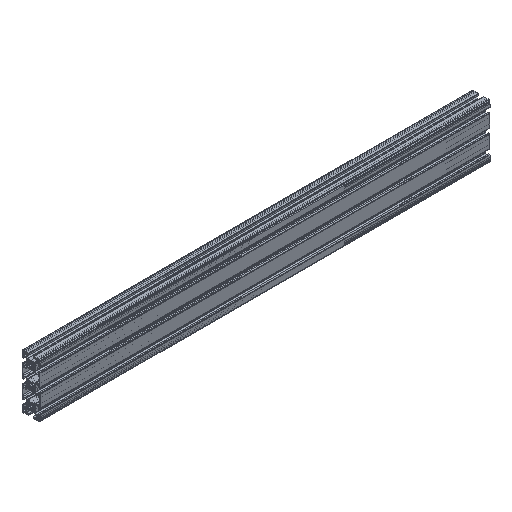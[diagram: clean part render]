
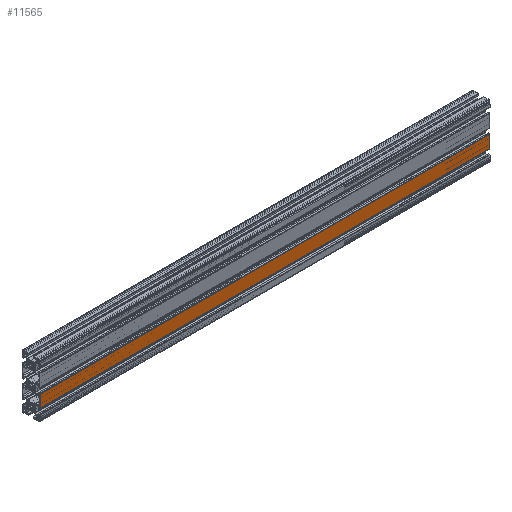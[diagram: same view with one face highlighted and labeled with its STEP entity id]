
A CAD part, isometric view. The second image highlights one B-rep face of the part: STEP entity #11565.
In plain terms, the highlighted planar face has unit normal (0, -1, 0).
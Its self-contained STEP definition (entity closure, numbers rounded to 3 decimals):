
#1272 = LINE ( 'NONE', #4809, #8760 ) ;
#1325 = ORIENTED_EDGE ( 'NONE', *, *, #9701, .F. ) ;
#1428 = DIRECTION ( 'NONE',  ( 0., 0., -1. ) ) ;
#2631 = CARTESIAN_POINT ( 'NONE',  ( 1000., -20., -6.1 ) ) ;
#3431 = ORIENTED_EDGE ( 'NONE', *, *, #4301, .F. ) ;
#3681 = DIRECTION ( 'NONE',  ( -1., 0., 0. ) ) ;
#4301 = EDGE_CURVE ( 'NONE', #10583, #13136, #7086, .T. ) ;
#4809 = CARTESIAN_POINT ( 'NONE',  ( 1000., -20., -6.1 ) ) ;
#5153 = AXIS2_PLACEMENT_3D ( 'NONE', #9784, #8566, #14420 ) ;
#6376 = CARTESIAN_POINT ( 'NONE',  ( 0., -20., -33.9 ) ) ;
#6519 = EDGE_LOOP ( 'NONE', ( #14741, #3431, #1325, #7258 ) ) ;
#6851 = LINE ( 'NONE', #11481, #13829 ) ;
#7086 = LINE ( 'NONE', #9367, #12622 ) ;
#7258 = ORIENTED_EDGE ( 'NONE', *, *, #8407, .T. ) ;
#7625 = VERTEX_POINT ( 'NONE', #8113 ) ;
#7647 = VECTOR ( 'NONE', #1428, 1000. ) ;
#7655 = CARTESIAN_POINT ( 'NONE',  ( 1000., -20., -33.9 ) ) ;
#7915 = DIRECTION ( 'NONE',  ( 0., 0., -1. ) ) ;
#8113 = CARTESIAN_POINT ( 'NONE',  ( 0., -20., -6.1 ) ) ;
#8200 = LINE ( 'NONE', #11779, #7647 ) ;
#8407 = EDGE_CURVE ( 'NONE', #9811, #7625, #1272, .T. ) ;
#8566 = DIRECTION ( 'NONE',  ( 0., 1., 0. ) ) ;
#8652 = FACE_OUTER_BOUND ( 'NONE', #6519, .T. ) ;
#8760 = VECTOR ( 'NONE', #3681, 1000. ) ;
#9367 = CARTESIAN_POINT ( 'NONE',  ( 1000., -20., -33.9 ) ) ;
#9701 = EDGE_CURVE ( 'NONE', #9811, #10583, #6851, .T. ) ;
#9784 = CARTESIAN_POINT ( 'NONE',  ( 1000., -20., -6.1 ) ) ;
#9792 = EDGE_CURVE ( 'NONE', #7625, #13136, #8200, .T. ) ;
#9811 = VERTEX_POINT ( 'NONE', #2631 ) ;
#10583 = VERTEX_POINT ( 'NONE', #7655 ) ;
#11481 = CARTESIAN_POINT ( 'NONE',  ( 1000., -20., -6.1 ) ) ;
#11565 = ADVANCED_FACE ( 'NONE', ( #8652 ), #12065, .F. ) ;
#11779 = CARTESIAN_POINT ( 'NONE',  ( 0., -20., -6.1 ) ) ;
#12065 = PLANE ( 'NONE',  #5153 ) ;
#12622 = VECTOR ( 'NONE', #14146, 1000. ) ;
#13136 = VERTEX_POINT ( 'NONE', #6376 ) ;
#13829 = VECTOR ( 'NONE', #7915, 1000. ) ;
#14146 = DIRECTION ( 'NONE',  ( -1., 0., 0. ) ) ;
#14420 = DIRECTION ( 'NONE',  ( 0., 0., 1. ) ) ;
#14741 = ORIENTED_EDGE ( 'NONE', *, *, #9792, .T. ) ;
